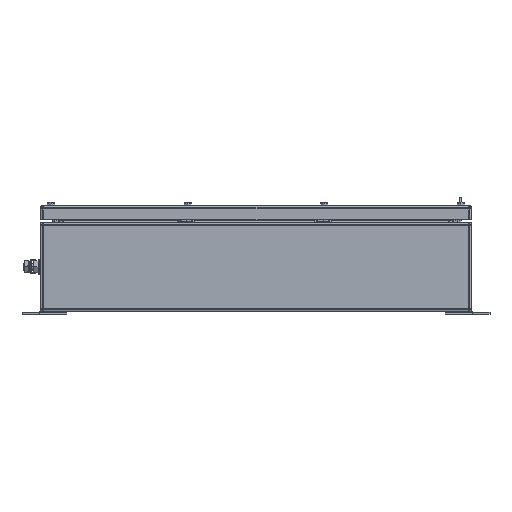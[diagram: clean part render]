
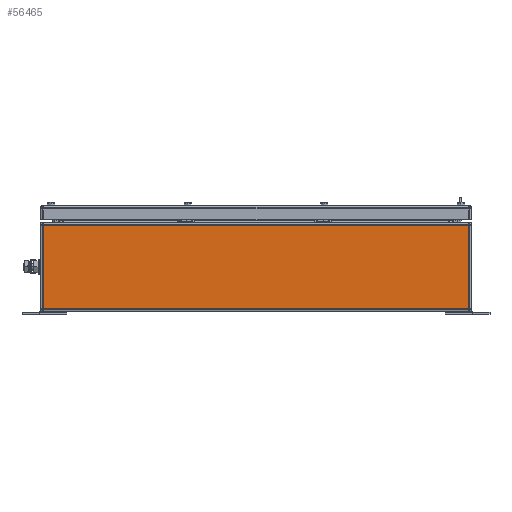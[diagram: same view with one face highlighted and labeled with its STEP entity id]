
A CAD part, front view. The second image highlights one B-rep face of the part: STEP entity #56465.
In plain terms, the highlighted planar face has unit normal (0, -1, 0).
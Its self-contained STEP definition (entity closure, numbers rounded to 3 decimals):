
#56438=AXIS2_PLACEMENT_3D('Plane Axis2P3D',#56435,#56436,#56437) ;
#56320=CARTESIAN_POINT('Vertex',(28.5,0.,6.5)) ;
#56323=CARTESIAN_POINT('Line Origine',(28.5,0.,67.)) ;
#56327=CARTESIAN_POINT('Vertex',(28.5,0.,127.5)) ;
#56435=CARTESIAN_POINT('Axis2P3D Location',(635.5,0.,3.5)) ;
#56440=CARTESIAN_POINT('Line Origine',(330.5,0.,6.5)) ;
#56444=CARTESIAN_POINT('Vertex',(632.5,0.,6.5)) ;
#56447=CARTESIAN_POINT('Line Origine',(632.5,0.,67.)) ;
#56451=CARTESIAN_POINT('Vertex',(632.5,0.,127.5)) ;
#56454=CARTESIAN_POINT('Line Origine',(330.5,0.,127.5)) ;
#56324=DIRECTION('Vector Direction',(0.,0.,1.)) ;
#56436=DIRECTION('Axis2P3D Direction',(0.,1.,0.)) ;
#56437=DIRECTION('Axis2P3D XDirection',(-1.,0.,0.)) ;
#56441=DIRECTION('Vector Direction',(1.,0.,0.)) ;
#56448=DIRECTION('Vector Direction',(0.,0.,1.)) ;
#56455=DIRECTION('Vector Direction',(-1.,0.,0.)) ;
#56325=VECTOR('Line Direction',#56324,1.) ;
#56442=VECTOR('Line Direction',#56441,1.) ;
#56449=VECTOR('Line Direction',#56448,1.) ;
#56456=VECTOR('Line Direction',#56455,1.) ;
#56460=ORIENTED_EDGE('',*,*,#56446,.F.) ;
#56461=ORIENTED_EDGE('',*,*,#56453,.F.) ;
#56462=ORIENTED_EDGE('',*,*,#56458,.F.) ;
#56463=ORIENTED_EDGE('',*,*,#56329,.F.) ;
#56465=ADVANCED_FACE('1195500000.2\\ZUB_GH_KTB_MH987430_4.1.1\\GH_KTB_MH_QL_FS_PART_Multi-Master.1\\Koerper.2',(#56464),#56439,.F.) ;
#56329=EDGE_CURVE('',#56321,#56328,#56326,.T.) ;
#56446=EDGE_CURVE('',#56445,#56321,#56443,.F.) ;
#56453=EDGE_CURVE('',#56452,#56445,#56450,.F.) ;
#56458=EDGE_CURVE('',#56328,#56452,#56457,.F.) ;
#56459=EDGE_LOOP('',(#56460,#56461,#56462,#56463)) ;
#56464=FACE_OUTER_BOUND('',#56459,.T.) ;
#56326=LINE('Line',#56323,#56325) ;
#56443=LINE('Line',#56440,#56442) ;
#56450=LINE('Line',#56447,#56449) ;
#56457=LINE('Line',#56454,#56456) ;
#56439=PLANE('',#56438) ;
#56321=VERTEX_POINT('',#56320) ;
#56328=VERTEX_POINT('',#56327) ;
#56445=VERTEX_POINT('',#56444) ;
#56452=VERTEX_POINT('',#56451) ;
